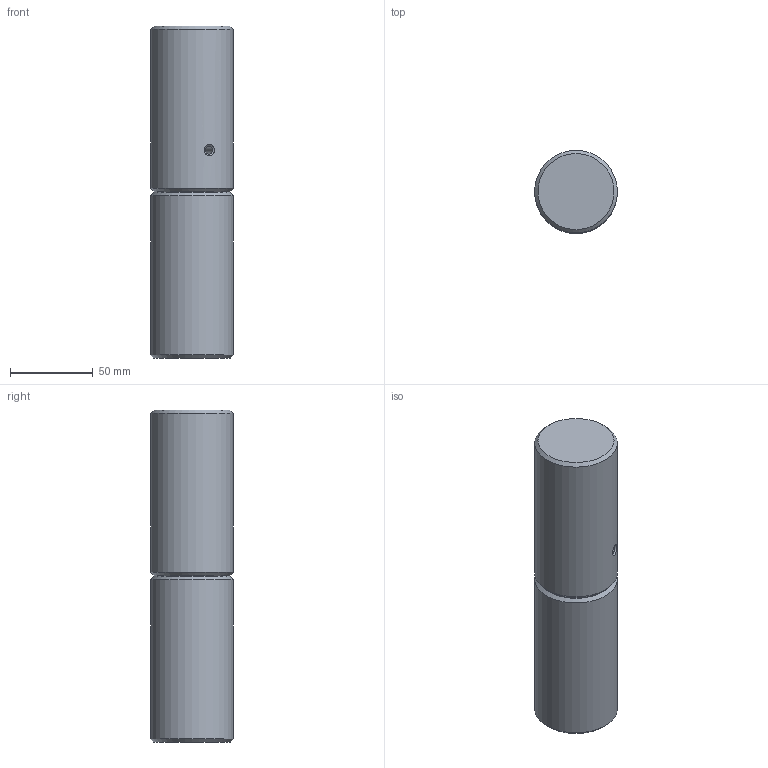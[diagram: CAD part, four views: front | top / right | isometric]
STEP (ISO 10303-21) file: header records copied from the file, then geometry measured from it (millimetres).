
FILE_DESCRIPTION(('STEP AP203'), '1');
FILE_NAME('ÐË824.01.00.000 Ïåòëÿ ô50 (ÎÁ)', '2015-09-30T07:24:25', (''), (''), 'ASCON STEP Converter 1.3', 'ASCON Math Kernel', '');
FILE_SCHEMA(('CONFIG_CONTROL_DESIGN'));
Length unit declared in the file: millimetre
Products named in the file (1): 倓824.01.00.0008
Bounding box: 50 x 50 x 200.5 mm (x, y, z)
Volume: 386623.6 mm3; surface area: 41643.2 mm2
Topology: 1 solids, 5 shells, 37 faces, 64 edges, 40 vertices
Faces by surface type: plane 12, cylinder 11, torus 7, cone 6, bspline 1
Full cylindrical faces by diameter (mm): 4.917 x1, 25 x3, 26 x1, 42 x3, 50 x2
Entity records: 1163 total; most frequent: CARTESIAN_POINT 483, DIRECTION 146, ORIENTED_EDGE 78, AXIS2_PLACEMENT_3D 73, EDGE_LOOP 70, FACE_OUTER_BOUND 39, EDGE_CURVE 39, VERTEX_POINT 39
